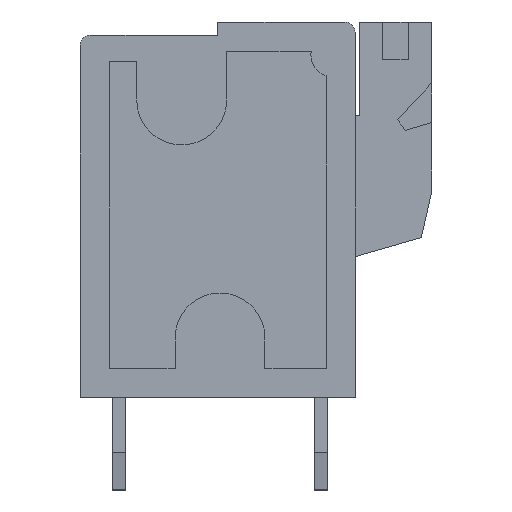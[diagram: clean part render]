
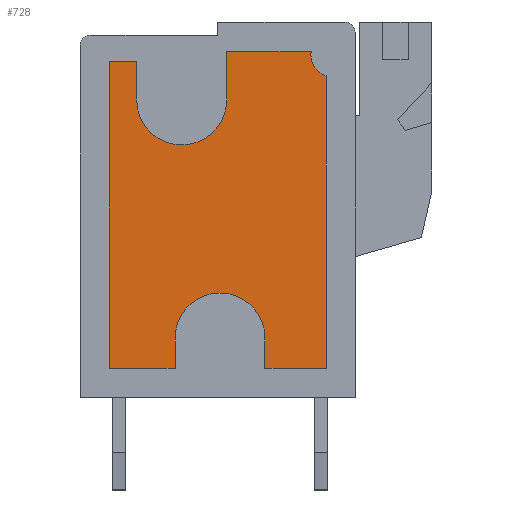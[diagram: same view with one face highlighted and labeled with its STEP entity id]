
A CAD part, left-side view. The second image highlights one B-rep face of the part: STEP entity #728.
In plain terms, the highlighted face is planar.
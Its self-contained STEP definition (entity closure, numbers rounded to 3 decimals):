
#728 = ADVANCED_FACE( '', ( #1395 ), #1396, .T. );
#1395 = FACE_OUTER_BOUND( '', #2022, .T. );
#1396 = PLANE( '', #2023 );
#2022 = EDGE_LOOP( '', ( #3701, #3702, #3703, #3704, #3705, #3706, #3707, #3708, #3709, #3710, #3711, #3712, #3713 ) );
#2023 = AXIS2_PLACEMENT_3D( '', #3714, #3715, #3716 );
#3701 = ORIENTED_EDGE( '', *, *, #4292, .F. );
#3702 = ORIENTED_EDGE( '', *, *, #3939, .F. );
#3703 = ORIENTED_EDGE( '', *, *, #4426, .F. );
#3704 = ORIENTED_EDGE( '', *, *, #4276, .F. );
#3705 = ORIENTED_EDGE( '', *, *, #4385, .F. );
#3706 = ORIENTED_EDGE( '', *, *, #3783, .F. );
#3707 = ORIENTED_EDGE( '', *, *, #4379, .F. );
#3708 = ORIENTED_EDGE( '', *, *, #4093, .F. );
#3709 = ORIENTED_EDGE( '', *, *, #4262, .F. );
#3710 = ORIENTED_EDGE( '', *, *, #4434, .F. );
#3711 = ORIENTED_EDGE( '', *, *, #4420, .F. );
#3712 = ORIENTED_EDGE( '', *, *, #4399, .F. );
#3713 = ORIENTED_EDGE( '', *, *, #4395, .F. );
#3714 = CARTESIAN_POINT( '', ( 0.54, -1.361, 4.15 ) );
#3715 = DIRECTION( '', ( 1., 0., 0. ) );
#3716 = DIRECTION( '', ( 0., 0., -1. ) );
#3783 = EDGE_CURVE( '', #4464, #4466, #4467, .T. );
#3939 = EDGE_CURVE( '', #4744, #4746, #4747, .T. );
#4093 = EDGE_CURVE( '', #4991, #4993, #4994, .T. );
#4262 = EDGE_CURVE( '', #5229, #4991, #5231, .T. );
#4276 = EDGE_CURVE( '', #5246, #5248, #5249, .T. );
#4292 = EDGE_CURVE( '', #4746, #5269, #5270, .T. );
#4379 = EDGE_CURVE( '', #4993, #4464, #5377, .T. );
#4385 = EDGE_CURVE( '', #4466, #5246, #5383, .T. );
#4395 = EDGE_CURVE( '', #5269, #5393, #5394, .T. );
#4399 = EDGE_CURVE( '', #5393, #5398, #5399, .T. );
#4420 = EDGE_CURVE( '', #5398, #5421, #5422, .T. );
#4426 = EDGE_CURVE( '', #5248, #4744, #5428, .T. );
#4434 = EDGE_CURVE( '', #5421, #5229, #5436, .T. );
#4464 = VERTEX_POINT( '', #5471 );
#4466 = VERTEX_POINT( '', #5474 );
#4467 = LINE( '', #5475, #5476 );
#4744 = VERTEX_POINT( '', #5867 );
#4746 = VERTEX_POINT( '', #5870 );
#4747 = LINE( '', #5871, #5872 );
#4991 = VERTEX_POINT( '', #6229 );
#4993 = VERTEX_POINT( '', #6232 );
#4994 = CIRCLE( '', #6233, 0.825 );
#5229 = VERTEX_POINT( '', #6563 );
#5231 = LINE( '', #6566, #6567 );
#5246 = VERTEX_POINT( '', #6588 );
#5248 = VERTEX_POINT( '', #6591 );
#5249 = CIRCLE( '', #6592, 1.7 );
#5269 = VERTEX_POINT( '', #6621 );
#5270 = LINE( '', #6622, #6623 );
#5377 = LINE( '', #6777, #6778 );
#5383 = LINE( '', #6786, #6787 );
#5393 = VERTEX_POINT( '', #6800 );
#5394 = LINE( '', #6801, #6802 );
#5398 = VERTEX_POINT( '', #6807 );
#5399 = LINE( '', #6808, #6809 );
#5421 = VERTEX_POINT( '', #6837 );
#5422 = CIRCLE( '', #6838, 1.7 );
#5428 = LINE( '', #6845, #6846 );
#5436 = LINE( '', #6855, #6856 );
#5471 = CARTESIAN_POINT( '', ( 0.54, 4.1, -6. ) );
#5474 = CARTESIAN_POINT( '', ( 0.54, 1.79, -6. ) );
#5475 = CARTESIAN_POINT( '', ( 0.54, 4.1, -6. ) );
#5476 = VECTOR( '', #6882, 1000. );
#5867 = CARTESIAN_POINT( '', ( 0.54, -1.61, -6. ) );
#5870 = CARTESIAN_POINT( '', ( 0.54, -4.1, -6. ) );
#5871 = CARTESIAN_POINT( '', ( 0.54, -1.61, -6. ) );
#5872 = VECTOR( '', #7061, 1000. );
#6229 = CARTESIAN_POINT( '', ( 0.54, 3.539, 6. ) );
#6232 = CARTESIAN_POINT( '', ( 0.54, 4.1, 5.064 ) );
#6233 = AXIS2_PLACEMENT_3D( '', #7203, #7204, #7205 );
#6563 = CARTESIAN_POINT( '', ( 0.54, 0.339, 6. ) );
#6566 = CARTESIAN_POINT( '', ( 0.54, 0.339, 6. ) );
#6567 = VECTOR( '', #7377, 1000. );
#6588 = CARTESIAN_POINT( '', ( 0.54, 1.79, -4.85 ) );
#6591 = CARTESIAN_POINT( '', ( 0.54, -1.61, -4.85 ) );
#6592 = AXIS2_PLACEMENT_3D( '', #7385, #7386, #7387 );
#6621 = CARTESIAN_POINT( '', ( 0.54, -4.1, 5.6 ) );
#6622 = CARTESIAN_POINT( '', ( 0.54, -4.1, -6. ) );
#6623 = VECTOR( '', #7397, 1000. );
#6777 = CARTESIAN_POINT( '', ( 0.54, 4.1, 5.064 ) );
#6778 = VECTOR( '', #7466, 1000. );
#6786 = CARTESIAN_POINT( '', ( 0.54, 1.79, -6. ) );
#6787 = VECTOR( '', #7469, 1000. );
#6800 = CARTESIAN_POINT( '', ( 0.54, -3.061, 5.6 ) );
#6801 = CARTESIAN_POINT( '', ( 0.54, -4.1, 5.6 ) );
#6802 = VECTOR( '', #7473, 1000. );
#6807 = CARTESIAN_POINT( '', ( 0.54, -3.061, 4.15 ) );
#6808 = CARTESIAN_POINT( '', ( 0.54, -3.061, 5.6 ) );
#6809 = VECTOR( '', #7475, 1000. );
#6837 = CARTESIAN_POINT( '', ( 0.54, 0.339, 4.15 ) );
#6838 = AXIS2_PLACEMENT_3D( '', #7488, #7489, #7490 );
#6845 = CARTESIAN_POINT( '', ( 0.54, -1.61, -4.85 ) );
#6846 = VECTOR( '', #7492, 1000. );
#6855 = CARTESIAN_POINT( '', ( 0.54, 0.339, 4.15 ) );
#6856 = VECTOR( '', #7494, 1000. );
#6882 = DIRECTION( '', ( 0., -1., 0. ) );
#7061 = DIRECTION( '', ( 0., -1., 0. ) );
#7203 = CARTESIAN_POINT( '', ( 0.54, 4.35, 5.85 ) );
#7204 = DIRECTION( '', ( 1., 0., 0. ) );
#7205 = DIRECTION( '', ( 0., 1., 0. ) );
#7377 = DIRECTION( '', ( 0., 1., 0. ) );
#7385 = CARTESIAN_POINT( '', ( 0.54, 0.09, -4.85 ) );
#7386 = DIRECTION( '', ( 1., 0., 0. ) );
#7387 = DIRECTION( '', ( 0., 1., 0. ) );
#7397 = DIRECTION( '', ( 0., 0., 1. ) );
#7466 = DIRECTION( '', ( 0., 0., -1. ) );
#7469 = DIRECTION( '', ( 0., 0., 1. ) );
#7473 = DIRECTION( '', ( 0., 1., 0. ) );
#7475 = DIRECTION( '', ( 0., 0., -1. ) );
#7488 = CARTESIAN_POINT( '', ( 0.54, -1.361, 4.15 ) );
#7489 = DIRECTION( '', ( 1., 0., 0. ) );
#7490 = DIRECTION( '', ( 0., -1., 0. ) );
#7492 = DIRECTION( '', ( 0., 0., -1. ) );
#7494 = DIRECTION( '', ( 0., 0., 1. ) );
